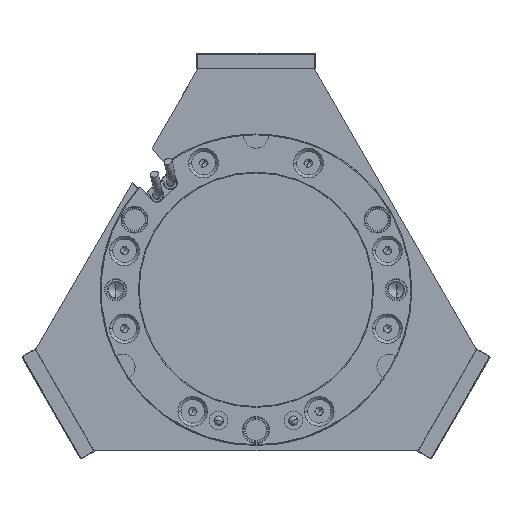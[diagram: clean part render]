
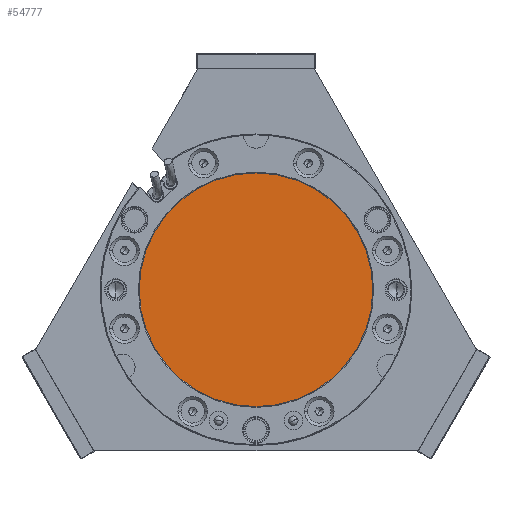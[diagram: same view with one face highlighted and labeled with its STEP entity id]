
A CAD part, front view. The second image highlights one B-rep face of the part: STEP entity #54777.
In plain terms, the highlighted face is planar.
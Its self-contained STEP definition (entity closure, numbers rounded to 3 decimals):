
#2196 = CARTESIAN_POINT ( 'NONE',  ( 0., 0., 4.8 ) ) ;
#10959 = EDGE_CURVE ( 'NONE', #132558, #98758, #119899, .T. ) ;
#12677 = CARTESIAN_POINT ( 'NONE',  ( 37.5, 0., 4.8 ) ) ;
#12879 = DIRECTION ( 'NONE',  ( 1., 0., 0. ) ) ;
#30041 = ORIENTED_EDGE ( 'NONE', *, *, #74577, .T. ) ;
#31090 = AXIS2_PLACEMENT_3D ( 'NONE', #82780, #40319, #114908 ) ;
#35706 = AXIS2_PLACEMENT_3D ( 'NONE', #109304, #45436, #119996 ) ;
#40319 = DIRECTION ( 'NONE',  ( 0., 0., 1. ) ) ;
#45436 = DIRECTION ( 'NONE',  ( 0., 0., 1. ) ) ;
#53805 = FACE_OUTER_BOUND ( 'NONE', #54217, .T. ) ;
#54217 = EDGE_LOOP ( 'NONE', ( #68497, #30041 ) ) ;
#54777 = ADVANCED_FACE ( 'NONE', ( #53805 ), #72042, .T. ) ;
#65428 = AXIS2_PLACEMENT_3D ( 'NONE', #2196, #76834, #12879 ) ;
#68497 = ORIENTED_EDGE ( 'NONE', *, *, #10959, .T. ) ;
#72042 = PLANE ( 'NONE',  #31090 ) ;
#74577 = EDGE_CURVE ( 'NONE', #98758, #132558, #107187, .T. ) ;
#76834 = DIRECTION ( 'NONE',  ( 0., 0., 1. ) ) ;
#82780 = CARTESIAN_POINT ( 'NONE',  ( 0., 0., 4.8 ) ) ;
#84307 = CARTESIAN_POINT ( 'NONE',  ( -37.5, 0., 4.8 ) ) ;
#98758 = VERTEX_POINT ( 'NONE', #84307 ) ;
#107187 = CIRCLE ( 'NONE', #65428, 37.5 ) ;
#109304 = CARTESIAN_POINT ( 'NONE',  ( 0., 0., 4.8 ) ) ;
#114908 = DIRECTION ( 'NONE',  ( 1., 0., 0. ) ) ;
#119899 = CIRCLE ( 'NONE', #35706, 37.5 ) ;
#119996 = DIRECTION ( 'NONE',  ( 1., 0., 0. ) ) ;
#132558 = VERTEX_POINT ( 'NONE', #12677 ) ;
